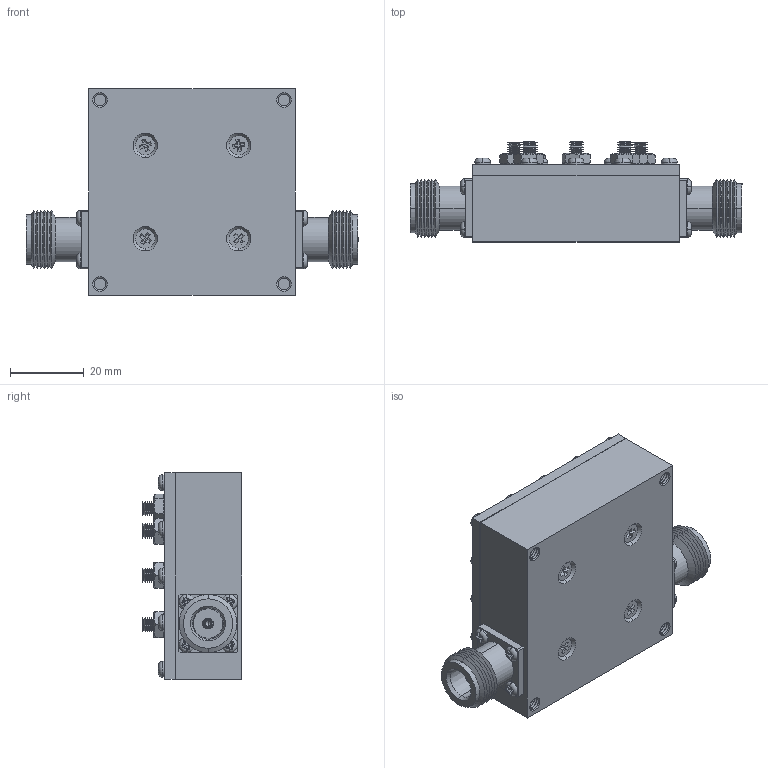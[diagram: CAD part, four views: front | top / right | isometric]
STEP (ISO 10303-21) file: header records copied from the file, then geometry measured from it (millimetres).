
FILE_DESCRIPTION (( 'STEP AP214' ), '1' );
FILE_NAME ('BPF24-406.STEP', '2018-09-07T19:45:12', ( '' ), ( '' ), 'SwSTEP 2.0', 'SolidWorks 2017', '' );
FILE_SCHEMA (( 'AUTOMOTIVE_DESIGN' ));
Length unit declared in the file: inch
Products named in the file (4): BPF24-406; BPF24-406_Body; BPF24-406_Nut-Screw-Washer_2; BPF24-406_N-FEMALE
Assembly tree (10 placements, depth 2):
  BPF24-406
    BPF24-406_Body
    BPF24-406_Nut-Screw-Washer_2  x7
    BPF24-406_N-FEMALE  x2
Bounding box: 90.32 x 27.15 x 56.08 mm (x, y, z)
Volume: 71538.8 mm3; surface area: 17833.2 mm2
Topology: 10 solids, 10 shells, 1401 faces, 3476 edges, 2164 vertices
Faces by surface type: plane 799, cone 418, cylinder 98, torus 86
Entity records: 29153 total; most frequent: CARTESIAN_POINT 6138, ORIENTED_EDGE 4852, DIRECTION 4612, EDGE_CURVE 2426, AXIS2_PLACEMENT_3D 1579, VERTEX_POINT 1521, VECTOR 1454, LINE 1454
